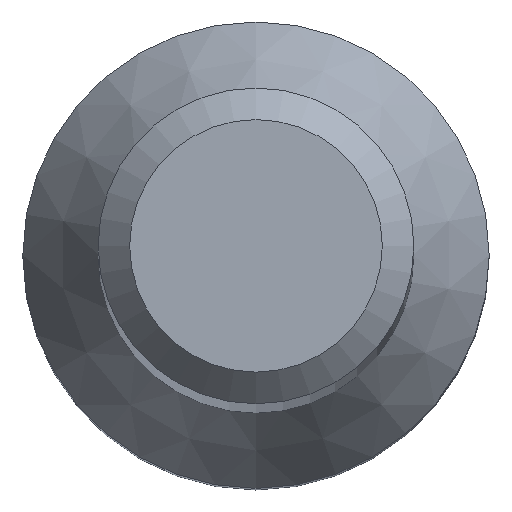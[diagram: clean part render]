
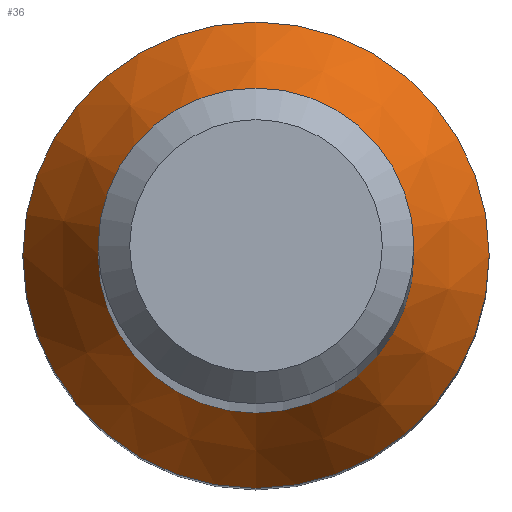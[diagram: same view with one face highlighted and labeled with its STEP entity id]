
A CAD part, top view. The second image highlights one B-rep face of the part: STEP entity #36.
In plain terms, the highlighted conical face has half-angle 30 degrees and reference radius 2.954 mm.
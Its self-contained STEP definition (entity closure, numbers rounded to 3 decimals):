
#4 = CIRCLE ( 'NONE', #24, 2. ) ;
#5 = EDGE_LOOP ( 'NONE', ( #107 ) ) ;
#12 = DIRECTION ( 'NONE',  ( 0., 1., 0. ) ) ;
#16 = CONICAL_SURFACE ( 'NONE', #207, 2.954, 0.524 ) ;
#24 = AXIS2_PLACEMENT_3D ( 'NONE', #30, #157, #65 ) ;
#30 = CARTESIAN_POINT ( 'NONE',  ( 0., 0., 13.992 ) ) ;
#36 = ADVANCED_FACE ( 'NONE', ( #130, #71 ), #16, .T. ) ;
#51 = DIRECTION ( 'NONE',  ( 0., 1., 0. ) ) ;
#61 = EDGE_CURVE ( 'NONE', #241, #241, #4, .T. ) ;
#65 = DIRECTION ( 'NONE',  ( 0., 1., 0. ) ) ;
#71 = FACE_OUTER_BOUND ( 'NONE', #5, .T. ) ;
#106 = CARTESIAN_POINT ( 'NONE',  ( 0., 0., 12.339 ) ) ;
#107 = ORIENTED_EDGE ( 'NONE', *, *, #149, .F. ) ;
#130 = FACE_BOUND ( 'NONE', #154, .T. ) ;
#149 = EDGE_CURVE ( 'NONE', #178, #178, #171, .T. ) ;
#151 = CARTESIAN_POINT ( 'NONE',  ( 0., 2., 13.992 ) ) ;
#154 = EDGE_LOOP ( 'NONE', ( #235 ) ) ;
#157 = DIRECTION ( 'NONE',  ( 0., 0., -1. ) ) ;
#158 = CARTESIAN_POINT ( 'NONE',  ( 0., 0., 12.339 ) ) ;
#160 = DIRECTION ( 'NONE',  ( 0., 0., -1. ) ) ;
#171 = CIRCLE ( 'NONE', #191, 2.954 ) ;
#173 = DIRECTION ( 'NONE',  ( 0., 0., -1. ) ) ;
#178 = VERTEX_POINT ( 'NONE', #237 ) ;
#191 = AXIS2_PLACEMENT_3D ( 'NONE', #106, #173, #12 ) ;
#207 = AXIS2_PLACEMENT_3D ( 'NONE', #158, #160, #51 ) ;
#235 = ORIENTED_EDGE ( 'NONE', *, *, #61, .T. ) ;
#237 = CARTESIAN_POINT ( 'NONE',  ( 0., 2.954, 12.339 ) ) ;
#241 = VERTEX_POINT ( 'NONE', #151 ) ;
